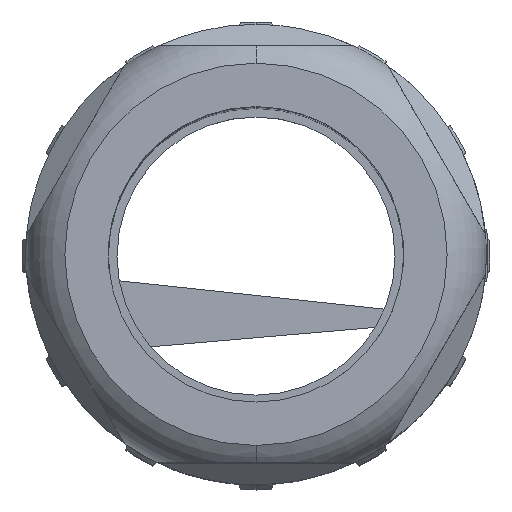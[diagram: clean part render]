
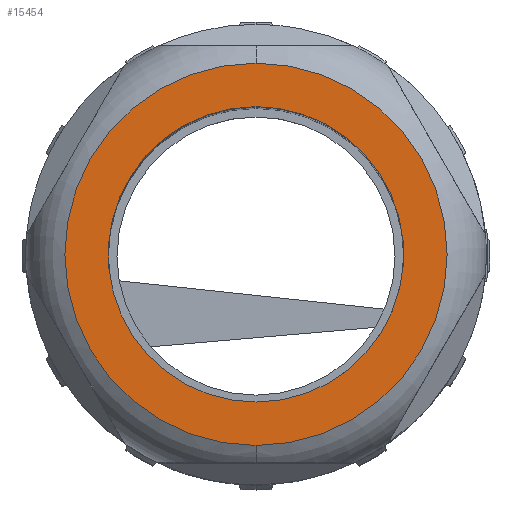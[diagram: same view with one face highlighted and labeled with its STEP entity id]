
A CAD part, top view. The second image highlights one B-rep face of the part: STEP entity #15454.
In plain terms, the highlighted planar face has unit normal (0, 0, 1).
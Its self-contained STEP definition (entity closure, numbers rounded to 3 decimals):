
#13663=AXIS2_PLACEMENT_3D('Circle Axis2P3D',#13661,#13662,$) ;
#13875=AXIS2_PLACEMENT_3D('Circle Axis2P3D',#13873,#13874,$) ;
#15388=AXIS2_PLACEMENT_3D('Plane Axis2P3D',#15385,#15386,#15387) ;
#13661=CARTESIAN_POINT('Axis2P3D Location',(13.45,13.45,64.611)) ;
#13665=CARTESIAN_POINT('Vertex',(13.45,2.45,64.611)) ;
#13667=CARTESIAN_POINT('Vertex',(13.45,24.45,64.611)) ;
#13873=CARTESIAN_POINT('Axis2P3D Location',(13.45,13.45,64.611)) ;
#15385=CARTESIAN_POINT('Axis2P3D Location',(22.816,13.45,64.611)) ;
#15395=CARTESIAN_POINT('Control Point',(13.45,4.95,64.611)) ;
#15396=CARTESIAN_POINT('Control Point',(14.307,4.95,64.611)) ;
#15397=CARTESIAN_POINT('Control Point',(15.164,5.058,64.611)) ;
#15398=CARTESIAN_POINT('Control Point',(16.003,5.274,64.611)) ;
#15399=CARTESIAN_POINT('Control Point',(17.608,5.913,64.611)) ;
#15400=CARTESIAN_POINT('Control Point',(19.004,6.93,64.611)) ;
#15401=CARTESIAN_POINT('Control Point',(19.634,7.524,64.611)) ;
#15402=CARTESIAN_POINT('Control Point',(20.731,8.859,64.611)) ;
#15403=CARTESIAN_POINT('Control Point',(21.463,10.424,64.611)) ;
#15404=CARTESIAN_POINT('Control Point',(21.727,11.248,64.611)) ;
#15405=CARTESIAN_POINT('Control Point',(22.043,12.947,64.611)) ;
#15406=CARTESIAN_POINT('Control Point',(21.928,14.67,64.611)) ;
#15407=CARTESIAN_POINT('Control Point',(21.761,15.52,64.611)) ;
#15408=CARTESIAN_POINT('Control Point',(21.217,17.16,64.611)) ;
#15409=CARTESIAN_POINT('Control Point',(20.284,18.614,64.611)) ;
#15410=CARTESIAN_POINT('Control Point',(19.727,19.277,64.611)) ;
#15411=CARTESIAN_POINT('Control Point',(18.459,20.45,64.611)) ;
#15412=CARTESIAN_POINT('Control Point',(16.94,21.272,64.611)) ;
#15413=CARTESIAN_POINT('Control Point',(16.132,21.585,64.611)) ;
#15414=CARTESIAN_POINT('Control Point',(15.099,21.84,64.611)) ;
#15415=CARTESIAN_POINT('Control Point',(14.047,21.933,64.611)) ;
#15416=CARTESIAN_POINT('Control Point',(13.848,21.944,64.611)) ;
#15417=CARTESIAN_POINT('Control Point',(13.649,21.95,64.611)) ;
#15418=CARTESIAN_POINT('Control Point',(13.45,21.95,64.611)) ;
#15419=CARTESIAN_POINT('Vertex',(13.45,4.95,64.611)) ;
#15421=CARTESIAN_POINT('Vertex',(13.45,21.95,64.611)) ;
#15425=CARTESIAN_POINT('Control Point',(13.45,21.95,64.611)) ;
#15426=CARTESIAN_POINT('Control Point',(12.593,21.95,64.611)) ;
#15427=CARTESIAN_POINT('Control Point',(11.736,21.842,64.611)) ;
#15428=CARTESIAN_POINT('Control Point',(10.897,21.626,64.611)) ;
#15429=CARTESIAN_POINT('Control Point',(9.292,20.987,64.611)) ;
#15430=CARTESIAN_POINT('Control Point',(7.896,19.97,64.611)) ;
#15431=CARTESIAN_POINT('Control Point',(7.266,19.376,64.611)) ;
#15432=CARTESIAN_POINT('Control Point',(6.169,18.041,64.611)) ;
#15433=CARTESIAN_POINT('Control Point',(5.437,16.476,64.611)) ;
#15434=CARTESIAN_POINT('Control Point',(5.173,15.652,64.611)) ;
#15435=CARTESIAN_POINT('Control Point',(4.857,13.953,64.611)) ;
#15436=CARTESIAN_POINT('Control Point',(4.972,12.23,64.611)) ;
#15437=CARTESIAN_POINT('Control Point',(5.139,11.38,64.611)) ;
#15438=CARTESIAN_POINT('Control Point',(5.683,9.74,64.611)) ;
#15439=CARTESIAN_POINT('Control Point',(6.616,8.286,64.611)) ;
#15440=CARTESIAN_POINT('Control Point',(7.173,7.623,64.611)) ;
#15441=CARTESIAN_POINT('Control Point',(8.441,6.45,64.611)) ;
#15442=CARTESIAN_POINT('Control Point',(9.96,5.628,64.611)) ;
#15443=CARTESIAN_POINT('Control Point',(10.768,5.315,64.611)) ;
#15444=CARTESIAN_POINT('Control Point',(11.801,5.06,64.611)) ;
#15445=CARTESIAN_POINT('Control Point',(12.853,4.967,64.611)) ;
#15446=CARTESIAN_POINT('Control Point',(13.052,4.956,64.611)) ;
#15447=CARTESIAN_POINT('Control Point',(13.251,4.95,64.611)) ;
#15448=CARTESIAN_POINT('Control Point',(13.45,4.95,64.611)) ;
#13662=DIRECTION('Axis2P3D Direction',(0.,0.,-1.)) ;
#13874=DIRECTION('Axis2P3D Direction',(0.,0.,-1.)) ;
#15386=DIRECTION('Axis2P3D Direction',(0.,0.,-1.)) ;
#15387=DIRECTION('Axis2P3D XDirection',(0.,1.,0.)) ;
#15391=ORIENTED_EDGE('',*,*,#13669,.F.) ;
#15392=ORIENTED_EDGE('',*,*,#13877,.F.) ;
#15451=ORIENTED_EDGE('',*,*,#15423,.F.) ;
#15452=ORIENTED_EDGE('',*,*,#15449,.F.) ;
#15453=FACE_BOUND('',#15450,.T.) ;
#15454=ADVANCED_FACE('Rotation1',(#15393,#15453),#15389,.F.) ;
#15394=B_SPLINE_CURVE_WITH_KNOTS('',5,(#15395,#15396,#15397,#15398,#15399,#15400,#15401,#15402,#15403,#15404,#15405,#15406,#15407,#15408,#15409,#15410,#15411,#15412,#15413,#15414,#15415,#15416,#15417,#15418),.UNSPECIFIED.,.F.,.U.,(6,3,3,3,3,3,3,6),(0.,6.06,12.119,18.179,24.239,30.298,36.358,37.764),.UNSPECIFIED.) ;
#15424=B_SPLINE_CURVE_WITH_KNOTS('',5,(#15425,#15426,#15427,#15428,#15429,#15430,#15431,#15432,#15433,#15434,#15435,#15436,#15437,#15438,#15439,#15440,#15441,#15442,#15443,#15444,#15445,#15446,#15447,#15448),.UNSPECIFIED.,.F.,.U.,(6,3,3,3,3,3,3,6),(0.,6.06,12.119,18.179,24.239,30.298,36.358,37.764),.UNSPECIFIED.) ;
#13664=CIRCLE('generated circle',#13663,11.) ;
#13876=CIRCLE('generated circle',#13875,11.) ;
#13669=EDGE_CURVE('',#13666,#13668,#13664,.T.) ;
#13877=EDGE_CURVE('',#13668,#13666,#13876,.T.) ;
#15423=EDGE_CURVE('',#15420,#15422,#15394,.T.) ;
#15449=EDGE_CURVE('',#15422,#15420,#15424,.T.) ;
#15390=EDGE_LOOP('',(#15391,#15392)) ;
#15450=EDGE_LOOP('',(#15451,#15452)) ;
#15393=FACE_OUTER_BOUND('',#15390,.T.) ;
#15389=PLANE('',#15388) ;
#13666=VERTEX_POINT('',#13665) ;
#13668=VERTEX_POINT('',#13667) ;
#15420=VERTEX_POINT('',#15419) ;
#15422=VERTEX_POINT('',#15421) ;
